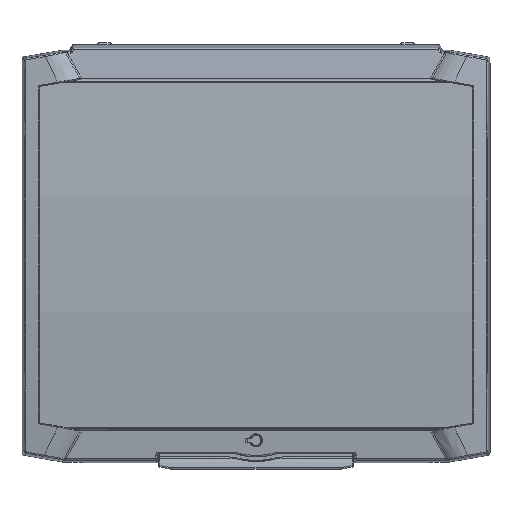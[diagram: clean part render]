
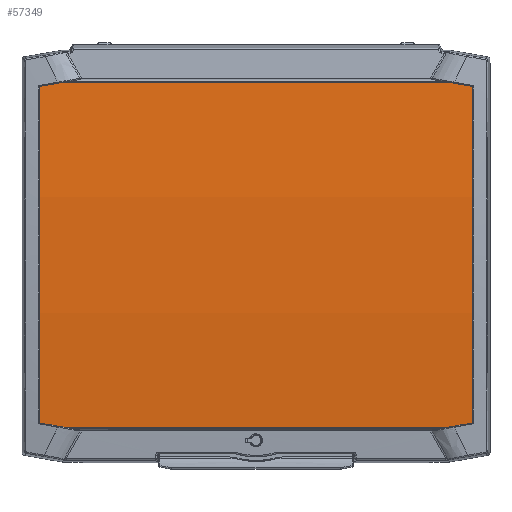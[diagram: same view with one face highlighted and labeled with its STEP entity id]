
A CAD part, top view. The second image highlights one B-rep face of the part: STEP entity #57349.
In plain terms, the highlighted cylindrical face has radius 1298.5 mm (diameter 2597 mm), a partial arc.
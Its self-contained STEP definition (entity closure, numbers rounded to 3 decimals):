
#4177=LINE('',#107407,#9123);
#4183=LINE('',#107463,#9129);
#4186=LINE('',#107468,#9132);
#4187=LINE('',#107470,#9133);
#4195=LINE('',#107535,#9141);
#4196=LINE('',#107537,#9142);
#9123=VECTOR('',#69917,0.441);
#9129=VECTOR('',#69933,0.441);
#9132=VECTOR('',#69940,303.004);
#9133=VECTOR('',#69943,0.441);
#9141=VECTOR('',#69963,0.441);
#9142=VECTOR('',#69966,303.004);
#12919=CYLINDRICAL_SURFACE('',#61424,1298.5);
#13578=B_SPLINE_CURVE_WITH_KNOTS('',3,(#104644,#104645,#104646,#104647,
#104648,#104649),.UNSPECIFIED.,.F.,.F.,(4,2,4),(0.,0.273,0.541),
 .UNSPECIFIED.);
#13591=B_SPLINE_CURVE_WITH_KNOTS('',3,(#107479,#107480,#107481,#107482,
#107483,#107484),.UNSPECIFIED.,.F.,.F.,(4,2,4),(0.005,0.273,
0.546),.UNSPECIFIED.);
#14935=FACE_OUTER_BOUND('',#18384,.T.);
#18384=EDGE_LOOP('',(#42712,#42713,#42714,#42715,#42716,#42717,#42718,#42719,
#42720,#42721,#42722,#42723));
#21667=ELLIPSE('',#61412,1097.444,927.664);
#22689=CIRCLE('',#60979,168.695);
#22717=CIRCLE('',#61108,1298.5);
#22720=CIRCLE('',#61115,1298.5);
#25140=VERTEX_POINT('',#104637);
#25143=VERTEX_POINT('',#104642);
#25147=VERTEX_POINT('',#104708);
#25151=VERTEX_POINT('',#104764);
#25350=VERTEX_POINT('',#105857);
#25351=VERTEX_POINT('',#105859);
#25358=VERTEX_POINT('',#105885);
#25359=VERTEX_POINT('',#105887);
#25678=VERTEX_POINT('',#107423);
#25682=VERTEX_POINT('',#107456);
#25684=VERTEX_POINT('',#107477);
#25685=VERTEX_POINT('',#107478);
#31187=EDGE_CURVE('',#25140,#25143,#13578,.F.);
#31196=EDGE_CURVE('',#25147,#25151,#22689,.F.);
#31457=EDGE_CURVE('',#25350,#25351,#22717,.T.);
#31467=EDGE_CURVE('',#25358,#25359,#22720,.T.);
#32037=EDGE_CURVE('',#25358,#25147,#4177,.T.);
#32043=EDGE_CURVE('',#25682,#25678,#21667,.F.);
#32047=EDGE_CURVE('',#25359,#25678,#4183,.T.);
#32050=EDGE_CURVE('',#25143,#25682,#4186,.T.);
#32051=EDGE_CURVE('',#25140,#25350,#4187,.T.);
#32055=EDGE_CURVE('',#25684,#25685,#13591,.F.);
#32063=EDGE_CURVE('',#25685,#25351,#4195,.T.);
#32064=EDGE_CURVE('',#25151,#25684,#4196,.T.);
#42712=ORIENTED_EDGE('',*,*,#31196,.T.);
#42713=ORIENTED_EDGE('',*,*,#32064,.T.);
#42714=ORIENTED_EDGE('',*,*,#32055,.T.);
#42715=ORIENTED_EDGE('',*,*,#32063,.T.);
#42716=ORIENTED_EDGE('',*,*,#31457,.F.);
#42717=ORIENTED_EDGE('',*,*,#32051,.F.);
#42718=ORIENTED_EDGE('',*,*,#31187,.T.);
#42719=ORIENTED_EDGE('',*,*,#32050,.T.);
#42720=ORIENTED_EDGE('',*,*,#32043,.T.);
#42721=ORIENTED_EDGE('',*,*,#32047,.F.);
#42722=ORIENTED_EDGE('',*,*,#31467,.F.);
#42723=ORIENTED_EDGE('',*,*,#32037,.T.);
#57349=ADVANCED_FACE('',(#14935),#12919,.T.);
#60979=AXIS2_PLACEMENT_3D('',#104766,#68355,#68356);
#61108=AXIS2_PLACEMENT_3D('',#105860,#68818,#68819);
#61115=AXIS2_PLACEMENT_3D('',#105888,#68837,#68838);
#61412=AXIS2_PLACEMENT_3D('',#107457,#69925,#69926);
#61424=AXIS2_PLACEMENT_3D('',#107536,#69964,#69965);
#68355=DIRECTION('center_axis',(-0.13,-0.092,-0.987));
#68356=DIRECTION('ref_axis',(-0.992,0.012,0.129));
#68818=DIRECTION('center_axis',(-1.,0.,0.));
#68819=DIRECTION('ref_axis',(0.,-1.,0.));
#68837=DIRECTION('center_axis',(1.,0.,0.));
#68838=DIRECTION('ref_axis',(0.,-1.,0.));
#69917=DIRECTION('',(-1.,0.,0.));
#69925=DIRECTION('center_axis',(-1.,0.,
0.));
#69926=DIRECTION('ref_axis',(0.,-0.996,-0.092));
#69933=DIRECTION('',(-1.,0.,0.));
#69940=DIRECTION('',(1.,0.,0.));
#69943=DIRECTION('',(-1.,0.,0.));
#69963=DIRECTION('',(-1.,0.,0.));
#69964=DIRECTION('center_axis',(-1.,0.,0.));
#69965=DIRECTION('ref_axis',(0.,-1.,0.));
#69966=DIRECTION('',(-1.,0.,0.));
#104637=CARTESIAN_POINT('',(-151.502,-120.039,17.14));
#104642=CARTESIAN_POINT('',(-151.502,-119.5,17.19));
#104644=CARTESIAN_POINT('Ctrl Pts',(-151.502,-119.5,17.19));
#104645=CARTESIAN_POINT('Ctrl Pts',(-151.502,-119.591,
17.181));
#104646=CARTESIAN_POINT('Ctrl Pts',(-151.502,-119.681,
17.173));
#104647=CARTESIAN_POINT('Ctrl Pts',(-151.502,-119.861,
17.156));
#104648=CARTESIAN_POINT('Ctrl Pts',(-151.502,-119.95,
17.148));
#104649=CARTESIAN_POINT('Ctrl Pts',(-151.502,-120.039,
17.14));
#104708=CARTESIAN_POINT('',(151.502,120.039,17.14));
#104764=CARTESIAN_POINT('',(151.503,119.5,17.19));
#104766=CARTESIAN_POINT('Origin',(318.769,118.012,-4.665));
#105857=CARTESIAN_POINT('',(-151.943,-120.039,17.14));
#105859=CARTESIAN_POINT('',(-151.943,120.039,17.14));
#105860=CARTESIAN_POINT('Origin',(-151.943,0.,-1275.8));
#105885=CARTESIAN_POINT('',(151.943,120.039,17.14));
#105887=CARTESIAN_POINT('',(151.943,-120.039,17.14));
#105888=CARTESIAN_POINT('Origin',(151.943,0.,-1275.8));
#107407=CARTESIAN_POINT('',(151.943,120.039,17.14));
#107423=CARTESIAN_POINT('',(151.502,-120.039,17.14));
#107456=CARTESIAN_POINT('',(151.502,-119.5,17.19));
#107457=CARTESIAN_POINT('Origin',(151.502,-34.195,-906.544));
#107463=CARTESIAN_POINT('',(151.943,-120.039,17.14));
#107468=CARTESIAN_POINT('',(-151.502,-119.5,17.19));
#107470=CARTESIAN_POINT('',(-151.502,-120.039,17.14));
#107477=CARTESIAN_POINT('',(-151.502,119.5,17.19));
#107478=CARTESIAN_POINT('',(-151.502,120.039,17.14));
#107479=CARTESIAN_POINT('Ctrl Pts',(-151.502,120.039,17.14));
#107480=CARTESIAN_POINT('Ctrl Pts',(-151.502,119.95,
17.148));
#107481=CARTESIAN_POINT('Ctrl Pts',(-151.502,119.861,
17.156));
#107482=CARTESIAN_POINT('Ctrl Pts',(-151.502,119.681,
17.173));
#107483=CARTESIAN_POINT('Ctrl Pts',(-151.502,119.591,
17.181));
#107484=CARTESIAN_POINT('Ctrl Pts',(-151.502,119.5,17.19));
#107535=CARTESIAN_POINT('',(-151.502,120.039,17.14));
#107536=CARTESIAN_POINT('Origin',(0.,0.,-1275.8));
#107537=CARTESIAN_POINT('',(151.503,119.5,17.19));
